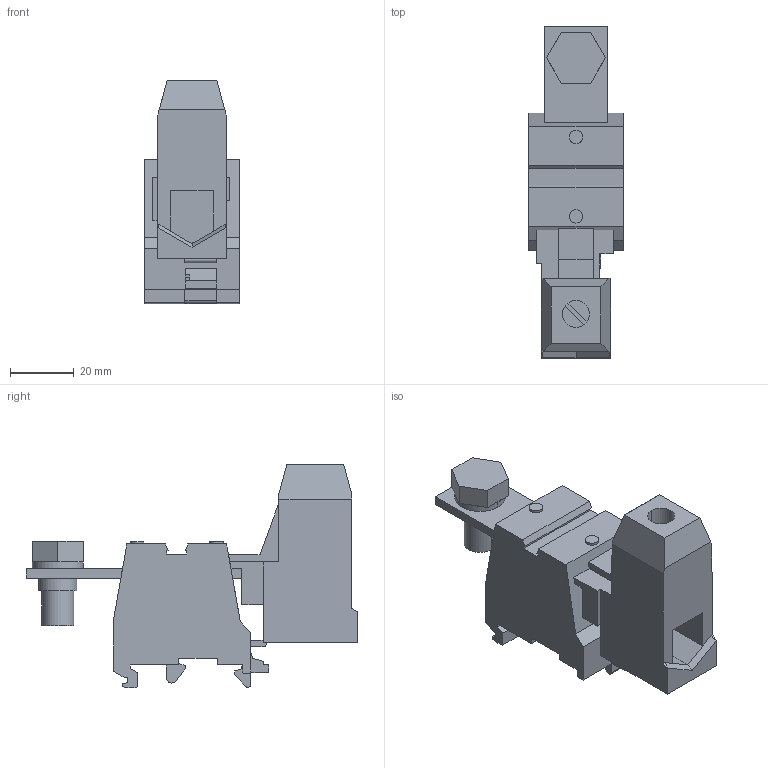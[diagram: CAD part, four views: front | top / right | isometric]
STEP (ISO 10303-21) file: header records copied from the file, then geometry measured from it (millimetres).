
FILE_DESCRIPTION(('Creo Elements/Direct Modeling STEP Export'),'2;1');
FILE_NAME('model.stp','2019-09-11T13:03:18',(''),(''),'Creo Elements/Direct Modeling STEP processor for AP214 (Solid Model)','Creo Elements/Direct Modeling 20.1A 29-Sep-2018 (C) Parametric Technology GmbH','');
FILE_SCHEMA(('AUTOMOTIVE_DESIGN { 1 0 10303 214 1 1 1 1 }'));
Length unit declared in the file: millimetre
Products named in the file (2): UHV_50_KH_M10-select
Assembly tree (1 placements, depth 2):
  UHV_50_KH_M10-select
    UHV_50_KH_M10-select
Bounding box: 29.7 x 104.39 x 70.45 mm (x, y, z)
Volume: 75321.7 mm3; surface area: 20031.8 mm2
Topology: 1 solids, 1 shells, 149 faces, 401 edges, 264 vertices
Faces by surface type: plane 132, cylinder 17
Entity records: 5567 total; most frequent: ORIENTED_EDGE 802, CARTESIAN_POINT 775, DIRECTION 673, EDGE_CURVE 401, VECTOR 349, LINE 349, VERTEX_POINT 264, AXIS2_PLACEMENT_3D 162
